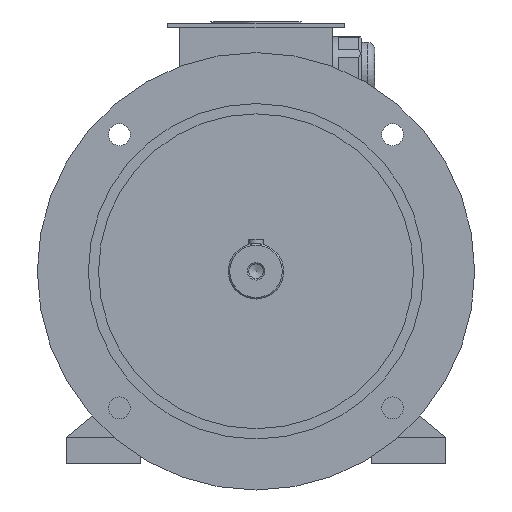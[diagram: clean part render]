
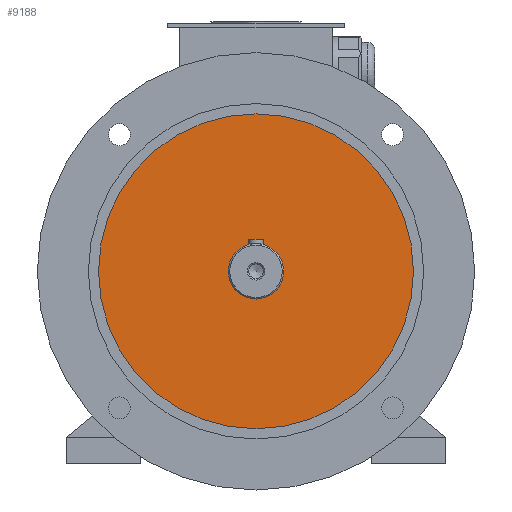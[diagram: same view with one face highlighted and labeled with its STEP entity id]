
A CAD part, front view. The second image highlights one B-rep face of the part: STEP entity #9188.
In plain terms, the highlighted planar face has unit normal (0, -1, 0).
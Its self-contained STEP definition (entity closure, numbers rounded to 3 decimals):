
#229=CIRCLE('',#9573,108.);
#237=CIRCLE('',#9587,19.);
#533=ORIENTED_EDGE('',*,*,#2518,.T.);
#534=ORIENTED_EDGE('',*,*,#2526,.T.);
#2518=EDGE_CURVE('',#3520,#3520,#229,.T.);
#2526=EDGE_CURVE('',#3528,#3528,#237,.T.);
#3520=VERTEX_POINT('',#12258);
#3528=VERTEX_POINT('',#12280);
#5494=EDGE_LOOP('',(#533));
#5495=EDGE_LOOP('',(#534));
#5921=FACE_BOUND('',#5494,.T.);
#5922=FACE_BOUND('',#5495,.T.);
#6324=PLANE('',#9586);
#9188=ADVANCED_FACE('',(#5921,#5922),#6324,.F.);
#9573=AXIS2_PLACEMENT_3D('',#12257,#10275,#10276);
#9586=AXIS2_PLACEMENT_3D('',#12278,#10301,#10302);
#9587=AXIS2_PLACEMENT_3D('',#12279,#10303,#10304);
#10275=DIRECTION('',(0.,-1.,0.));
#10276=DIRECTION('',(1.,0.,0.));
#10301=DIRECTION('',(0.,1.,0.));
#10302=DIRECTION('',(0.,0.,1.));
#10303=DIRECTION('',(0.,1.,0.));
#10304=DIRECTION('',(1.,0.,0.));
#12257=CARTESIAN_POINT('',(0.,-40.,0.));
#12258=CARTESIAN_POINT('',(108.,-40.,0.));
#12278=CARTESIAN_POINT('',(0.,-40.,0.));
#12279=CARTESIAN_POINT('',(0.,-40.,0.));
#12280=CARTESIAN_POINT('',(19.,-40.,0.));
